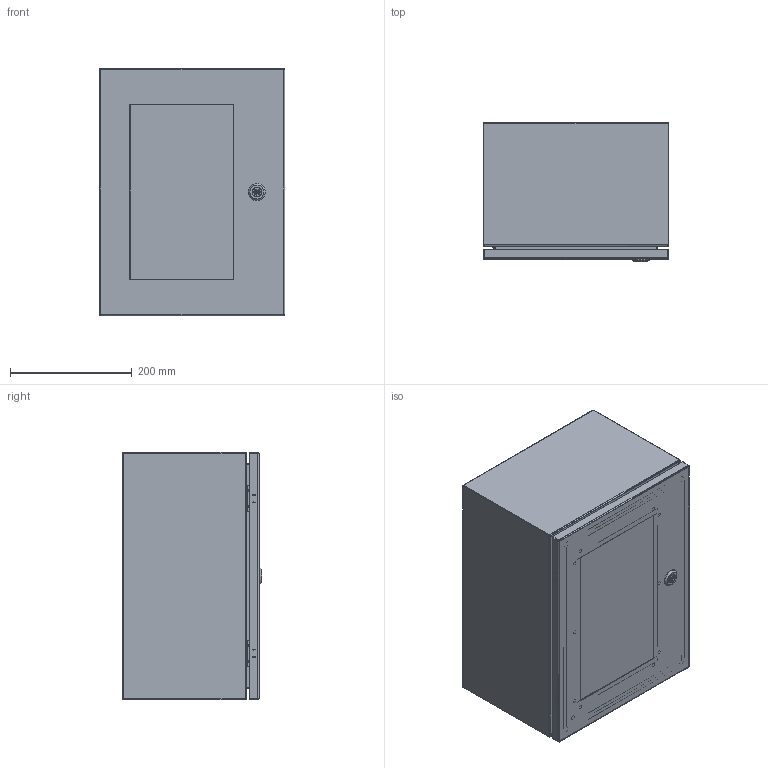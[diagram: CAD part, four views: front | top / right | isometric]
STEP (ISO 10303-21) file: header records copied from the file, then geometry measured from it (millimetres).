
FILE_DESCRIPTION (( 'STEP AP203' ), '1' );
FILE_NAME ('EN4SD16128WLG_Default.step', '2019-11-14T20:42:14', ( '' ), ( '' ), 'SwSTEP 2.0', 'SolidWorks 2019', '' );
FILE_SCHEMA (( 'CONFIG_CONTROL_DESIGN' ));
Length unit declared in the file: inch
Products named in the file (1): EN4SD16128WLG_Default
Bounding box: 304.8 x 228.14 x 406.4 mm (x, y, z)
Volume: 1309387 mm3; surface area: 1394478 mm2
Topology: 50 solids, 51 shells, 1061 faces, 2321 edges, 1390 vertices
Faces by surface type: plane 526, cylinder 329, bspline 96, cone 86, torus 24
Entity records: 32403 total; most frequent: CARTESIAN_POINT 9520, DIRECTION 4766, ORIENTED_EDGE 4614, EDGE_CURVE 2307, AXIS2_PLACEMENT_3D 1781, VERTEX_POINT 1390, LINE 1204, VECTOR 1204
